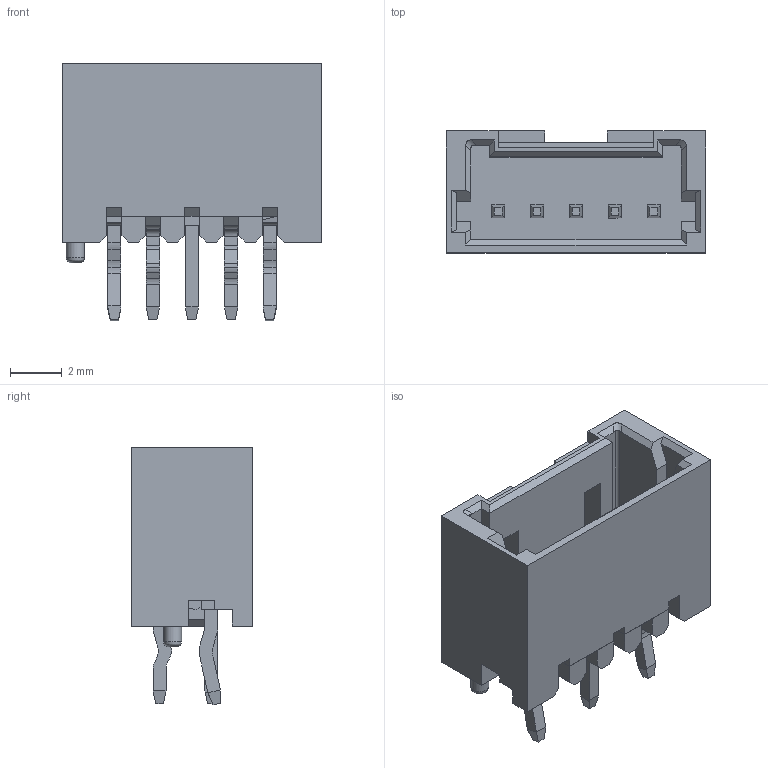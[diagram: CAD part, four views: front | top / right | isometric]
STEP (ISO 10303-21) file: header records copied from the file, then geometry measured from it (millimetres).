
FILE_DESCRIPTION( ('This file contains a STEP AP42 implementation' ,'as created by ZW3D STEP Interface translator.') ,'2;1' );
FILE_NAME( 'WF1503-WS05XX2.stp' ,'231229.164941', (''), ('ZWCAD Software Co.'), 'Version 1.0', 'ZW3D to STEP translator', '' );
FILE_SCHEMA(('AUTOMOTIVE_DESIGN { 1 0 10303 214 1 1 1 1 }'));
Length unit declared in the file: millimetre
Products named in the file (2): 0; WF1503-WS05XX2
Bounding box: 10 x 4.7 x 9.94 mm (x, y, z)
Surface area: 526.2 mm2 (no closed solid volume)
Topology: 0 solids, 1 shells, 336 faces, 929 edges, 588 vertices
Faces by surface type: plane 292, cylinder 34, bspline 10
Full cylindrical faces by diameter (mm): 0.7 x1
Entity records: 10898 total; most frequent: CARTESIAN_POINT 2057, ORIENTED_EDGE 1838, DIRECTION 1628, EDGE_CURVE 919, VECTOR 824, LINE 824, VERTEX_POINT 585, AXIS2_PLACEMENT_3D 402
